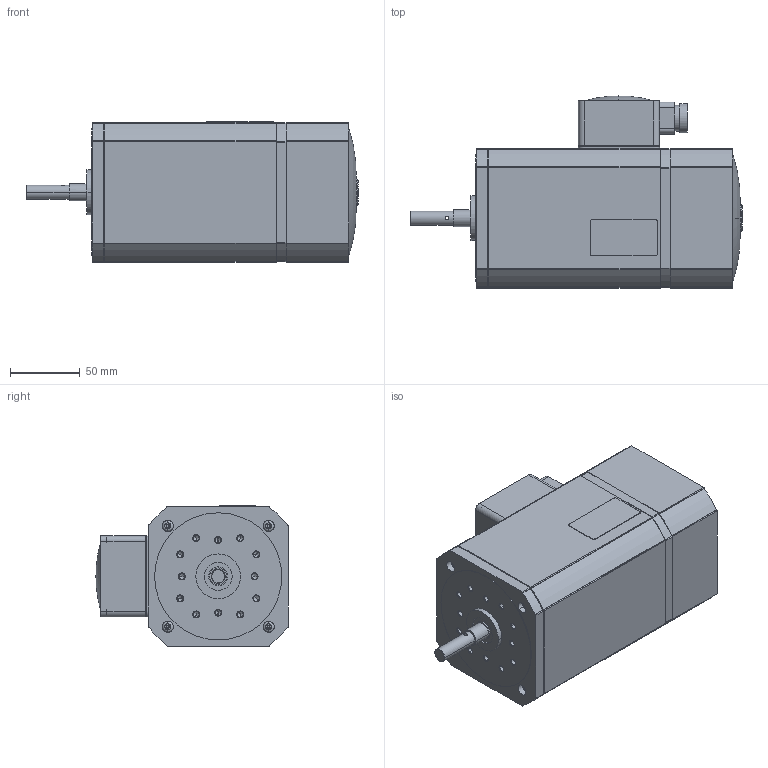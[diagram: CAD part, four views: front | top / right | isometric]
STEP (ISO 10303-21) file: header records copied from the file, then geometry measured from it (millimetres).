
FILE_DESCRIPTION(('STEP AP214'),'1');
FILE_NAME('tmp0.STP','2015-04-08T12:05:41',(' '),(' '),'Spatial InterOp 3D',' ',' ');
FILE_SCHEMA(('automotive_design'));
Length unit declared in the file: millimetre
Products named in the file (1): 1
Bounding box: 237.5 x 137.5 x 100.5 mm (x, y, z)
Volume: 1926719.8 mm3; surface area: 102618.5 mm2
Topology: 1 solids, 1 shells, 428 faces, 1097 edges, 701 vertices
Faces by surface type: plane 176, cylinder 176, cone 52, torus 24
Entity records: 16399 total; most frequent: DIRECTION 2369, CARTESIAN_POINT 2271, ORIENTED_EDGE 2142, EDGE_CURVE 1071, AXIS2_PLACEMENT_3D 875, VERTEX_POINT 701, LINE 619, VECTOR 619
